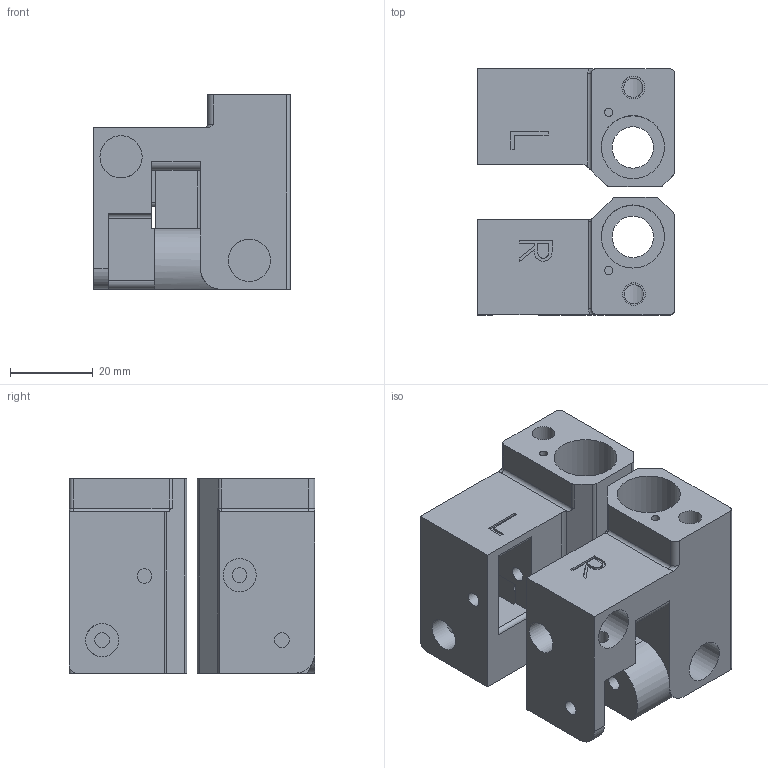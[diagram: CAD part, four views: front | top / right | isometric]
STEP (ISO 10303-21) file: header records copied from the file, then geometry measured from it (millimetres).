
FILE_DESCRIPTION(('HOOPS Exchange Step'),'2;1');
FILE_NAME('temp_export','2023-08-20T15:52:41+04:00',('mobile'),('Shapr3D Limited'),'HOOPS Exchange 2023.2','Shapr3D','Authorized');
FILE_SCHEMA( ('AUTOMOTIVE_DESIGN { 1 0 10303 214 1 1 1 1 }') );
Length unit declared in the file: millimetre
Products named in the file (3): XY_joint_Right.STEP; XY_joint_Left.STEP; root
Assembly tree (2 placements, depth 2):
  root
    XY_joint_Right.STEP
    XY_joint_Left.STEP
Bounding box: 47.5 x 59.4 x 47 mm (x, y, z)
Volume: 61311.2 mm3; surface area: 28098.2 mm2
Topology: 2 solids, 2 shells, 204 faces, 557 edges, 378 vertices
Faces by surface type: plane 132, cylinder 63, bspline 5, torus 4
Full cylindrical faces by diameter (mm): 2 x2, 3.5 x1, 3.55 x8, 4.65 x4, 5.5 x2, 8 x2, 10 x2, 10.2 x4, 15.25 x2
Entity records: 8315 total; most frequent: CARTESIAN_POINT 2924, ORIENTED_EDGE 1114, DIRECTION 1078, EDGE_CURVE 557, VECTOR 382, LINE 382, VERTEX_POINT 378, AXIS2_PLACEMENT_3D 348
